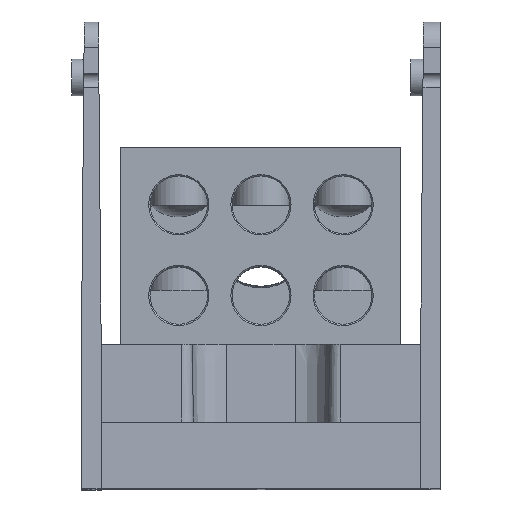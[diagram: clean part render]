
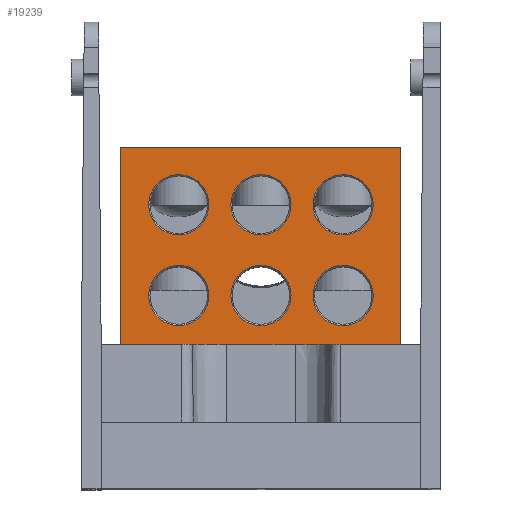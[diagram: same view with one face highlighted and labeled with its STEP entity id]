
A CAD part, top view. The second image highlights one B-rep face of the part: STEP entity #19239.
In plain terms, the highlighted planar face has unit normal (0, 0, 1).
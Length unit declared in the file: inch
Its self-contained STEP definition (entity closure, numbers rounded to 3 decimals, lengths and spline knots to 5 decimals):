
#52 = DIRECTION ( 'NONE',  ( 0., 0., -1. ) ) ;
#341 = CARTESIAN_POINT ( 'NONE',  ( 0., 1.472, 1.5 ) ) ;
#459 = VERTEX_POINT ( 'NONE', #5104 ) ;
#463 = DIRECTION ( 'NONE',  ( 0., 1., 0. ) ) ;
#798 = DIRECTION ( 'NONE',  ( 1., 0., 0. ) ) ;
#859 = ORIENTED_EDGE ( 'NONE', *, *, #6479, .T. ) ;
#1178 = FACE_OUTER_BOUND ( 'NONE', #3211, .T. ) ;
#1571 = CARTESIAN_POINT ( 'NONE',  ( -1.065, 1.1, 1.5 ) ) ;
#1592 = EDGE_CURVE ( 'NONE', #1850, #1850, #11833, .T. ) ;
#1714 = ORIENTED_EDGE ( 'NONE', *, *, #19245, .F. ) ;
#1794 = AXIS2_PLACEMENT_3D ( 'NONE', #9251, #3291, #10589 ) ;
#1824 = DIRECTION ( 'NONE',  ( -1., 0., 0. ) ) ;
#1850 = VERTEX_POINT ( 'NONE', #3542 ) ;
#1954 = VERTEX_POINT ( 'NONE', #1571 ) ;
#1967 = DIRECTION ( 'NONE',  ( 0., 1., 0. ) ) ;
#2091 = VERTEX_POINT ( 'NONE', #3744 ) ;
#3188 = DIRECTION ( 'NONE',  ( 0., 0., -1. ) ) ;
#3211 = EDGE_LOOP ( 'NONE', ( #13136, #10133, #1714, #9338 ) ) ;
#3236 = VECTOR ( 'NONE', #463, 39.37008 ) ;
#3275 = VECTOR ( 'NONE', #1967, 39.37008 ) ;
#3291 = DIRECTION ( 'NONE',  ( 0., 0., -1. ) ) ;
#3296 = VERTEX_POINT ( 'NONE', #18104 ) ;
#3542 = CARTESIAN_POINT ( 'NONE',  ( -0.85375, 1.472, 1.5 ) ) ;
#3549 = CARTESIAN_POINT ( 'NONE',  ( 1.065, 1.1, 1.5 ) ) ;
#3744 = CARTESIAN_POINT ( 'NONE',  ( -0.22875, 1.472, 1.5 ) ) ;
#3809 = LINE ( 'NONE', #4803, #7754 ) ;
#3886 = ORIENTED_EDGE ( 'NONE', *, *, #13209, .T. ) ;
#4792 = EDGE_LOOP ( 'NONE', ( #3886 ) ) ;
#4803 = CARTESIAN_POINT ( 'NONE',  ( -1.065, 2.6, 1.5 ) ) ;
#4831 = CIRCLE ( 'NONE', #14084, 0.22875 ) ;
#5104 = CARTESIAN_POINT ( 'NONE',  ( -0.85375, 2.162, 1.5 ) ) ;
#5116 = ORIENTED_EDGE ( 'NONE', *, *, #1592, .T. ) ;
#5124 = LINE ( 'NONE', #8274, #12576 ) ;
#5162 = FACE_BOUND ( 'NONE', #16265, .T. ) ;
#5636 = FACE_BOUND ( 'NONE', #12181, .T. ) ;
#5964 = EDGE_CURVE ( 'NONE', #459, #459, #11170, .T. ) ;
#6133 = AXIS2_PLACEMENT_3D ( 'NONE', #341, #10781, #1824 ) ;
#6154 = EDGE_LOOP ( 'NONE', ( #5116 ) ) ;
#6414 = CARTESIAN_POINT ( 'NONE',  ( -1.065, 1.1, 1.5 ) ) ;
#6479 = EDGE_CURVE ( 'NONE', #11904, #11904, #15938, .T. ) ;
#6481 = CARTESIAN_POINT ( 'NONE',  ( -0.625, 2.162, 1.5 ) ) ;
#6547 = VERTEX_POINT ( 'NONE', #18542 ) ;
#6616 = CARTESIAN_POINT ( 'NONE',  ( -0.22875, 2.162, 1.5 ) ) ;
#7323 = AXIS2_PLACEMENT_3D ( 'NONE', #6414, #16801, #7917 ) ;
#7532 = AXIS2_PLACEMENT_3D ( 'NONE', #6481, #16881, #7995 ) ;
#7754 = VECTOR ( 'NONE', #13707, 39.37008 ) ;
#7772 = CIRCLE ( 'NONE', #6133, 0.22875 ) ;
#7917 = DIRECTION ( 'NONE',  ( -1., 0., 0. ) ) ;
#7995 = DIRECTION ( 'NONE',  ( -1., 0., 0. ) ) ;
#8274 = CARTESIAN_POINT ( 'NONE',  ( -1.065, 1.1, 1.5 ) ) ;
#8410 = DIRECTION ( 'NONE',  ( 0., 0., -1. ) ) ;
#8709 = ORIENTED_EDGE ( 'NONE', *, *, #5964, .T. ) ;
#8884 = ORIENTED_EDGE ( 'NONE', *, *, #11467, .T. ) ;
#9012 = CARTESIAN_POINT ( 'NONE',  ( 0., 2.162, 1.5 ) ) ;
#9064 = AXIS2_PLACEMENT_3D ( 'NONE', #9012, #52, #10477 ) ;
#9146 = FACE_BOUND ( 'NONE', #4792, .T. ) ;
#9196 = ORIENTED_EDGE ( 'NONE', *, *, #16093, .T. ) ;
#9251 = CARTESIAN_POINT ( 'NONE',  ( -0.625, 1.472, 1.5 ) ) ;
#9338 = ORIENTED_EDGE ( 'NONE', *, *, #14443, .T. ) ;
#9417 = CARTESIAN_POINT ( 'NONE',  ( 1.065, 1.1, 1.5 ) ) ;
#10133 = ORIENTED_EDGE ( 'NONE', *, *, #17697, .F. ) ;
#10477 = DIRECTION ( 'NONE',  ( -1., 0., 0. ) ) ;
#10589 = DIRECTION ( 'NONE',  ( -1., 0., 0. ) ) ;
#10781 = DIRECTION ( 'NONE',  ( 0., 0., -1. ) ) ;
#10905 = CARTESIAN_POINT ( 'NONE',  ( -1.065, 1.1, 1.5 ) ) ;
#11170 = CIRCLE ( 'NONE', #7532, 0.22875 ) ;
#11467 = EDGE_CURVE ( 'NONE', #6547, #6547, #13002, .T. ) ;
#11833 = CIRCLE ( 'NONE', #1794, 0.22875 ) ;
#11904 = VERTEX_POINT ( 'NONE', #6616 ) ;
#12108 = CARTESIAN_POINT ( 'NONE',  ( 0.625, 1.472, 1.5 ) ) ;
#12181 = EDGE_LOOP ( 'NONE', ( #8709 ) ) ;
#12576 = VECTOR ( 'NONE', #798, 39.37008 ) ;
#13002 = CIRCLE ( 'NONE', #15105, 0.22875 ) ;
#13057 = EDGE_LOOP ( 'NONE', ( #859 ) ) ;
#13059 = VERTEX_POINT ( 'NONE', #18604 ) ;
#13079 = FACE_BOUND ( 'NONE', #6154, .T. ) ;
#13136 = ORIENTED_EDGE ( 'NONE', *, *, #15458, .T. ) ;
#13209 = EDGE_CURVE ( 'NONE', #2091, #2091, #7772, .T. ) ;
#13542 = FACE_BOUND ( 'NONE', #17038, .T. ) ;
#13612 = DIRECTION ( 'NONE',  ( -1., 0., 0. ) ) ;
#13707 = DIRECTION ( 'NONE',  ( 1., 0., 0. ) ) ;
#14084 = AXIS2_PLACEMENT_3D ( 'NONE', #12108, #3188, #13612 ) ;
#14443 = EDGE_CURVE ( 'NONE', #1954, #15497, #5124, .T. ) ;
#14545 = CARTESIAN_POINT ( 'NONE',  ( 1.065, 2.6, 1.5 ) ) ;
#14666 = LINE ( 'NONE', #9417, #3236 ) ;
#14712 = LINE ( 'NONE', #10905, #3275 ) ;
#15105 = AXIS2_PLACEMENT_3D ( 'NONE', #17275, #8410, #18739 ) ;
#15243 = PLANE ( 'NONE',  #7323 ) ;
#15458 = EDGE_CURVE ( 'NONE', #15497, #17384, #14666, .T. ) ;
#15497 = VERTEX_POINT ( 'NONE', #3549 ) ;
#15938 = CIRCLE ( 'NONE', #9064, 0.22875 ) ;
#16093 = EDGE_CURVE ( 'NONE', #13059, #13059, #4831, .T. ) ;
#16265 = EDGE_LOOP ( 'NONE', ( #9196 ) ) ;
#16801 = DIRECTION ( 'NONE',  ( 0., 0., -1. ) ) ;
#16881 = DIRECTION ( 'NONE',  ( 0., 0., -1. ) ) ;
#17031 = FACE_BOUND ( 'NONE', #13057, .T. ) ;
#17038 = EDGE_LOOP ( 'NONE', ( #8884 ) ) ;
#17275 = CARTESIAN_POINT ( 'NONE',  ( 0.625, 2.162, 1.5 ) ) ;
#17384 = VERTEX_POINT ( 'NONE', #14545 ) ;
#17697 = EDGE_CURVE ( 'NONE', #3296, #17384, #3809, .T. ) ;
#18104 = CARTESIAN_POINT ( 'NONE',  ( -1.065, 2.6, 1.5 ) ) ;
#18542 = CARTESIAN_POINT ( 'NONE',  ( 0.39625, 2.162, 1.5 ) ) ;
#18604 = CARTESIAN_POINT ( 'NONE',  ( 0.39625, 1.472, 1.5 ) ) ;
#18739 = DIRECTION ( 'NONE',  ( -1., 0., 0. ) ) ;
#19239 = ADVANCED_FACE ( 'NONE', ( #5636, #17031, #13542, #13079, #9146, #5162, #1178 ), #15243, .F. ) ;
#19245 = EDGE_CURVE ( 'NONE', #1954, #3296, #14712, .T. ) ;
